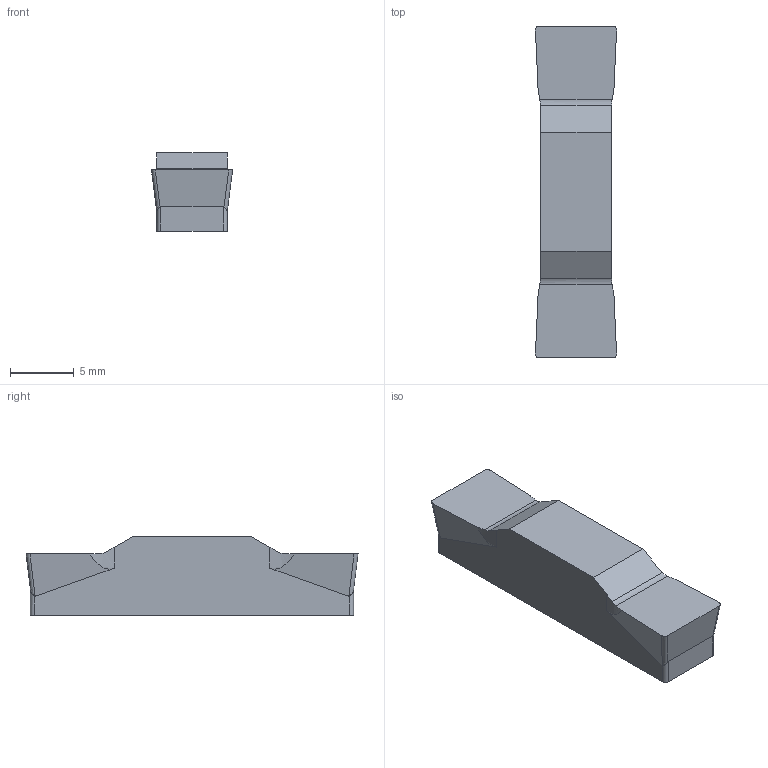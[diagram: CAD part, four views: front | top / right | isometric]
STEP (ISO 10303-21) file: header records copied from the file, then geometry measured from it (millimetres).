
FILE_DESCRIPTION((''),'2;1');
FILE_NAME('GY2M0635J030N','2021-02-26T15:43:58',('tlyad09'),('PTC Japan'),'CREO PARAMETRIC BY PTC INC, 2018500','CREO PARAMETRIC BY PTC INC, 2018500','');
FILE_SCHEMA(('AUTOMOTIVE_DESIGN { 1 0 10303 214 1 1 1 1 }'));
Length unit declared in the file: millimetre
Products named in the file (1): GY2M0635J030N
Bounding box: 6.35 x 26 x 6.15 mm (x, y, z)
Volume: 769 mm3; surface area: 623.3 mm2
Topology: 1 solids, 1 shells, 30 faces, 112 edges, 84 vertices
Faces by surface type: plane 16, cylinder 10, extrusion 4
Entity records: 2153 total; most frequent: CARTESIAN_POINT 509, ORIENTED_EDGE 168, PRESENTATION_STYLE_ASSIGNMENT 149, DIRECTION 146, STYLED_ITEM 119, CURVE_STYLE 118, EDGE_CURVE 84, VECTOR 64
